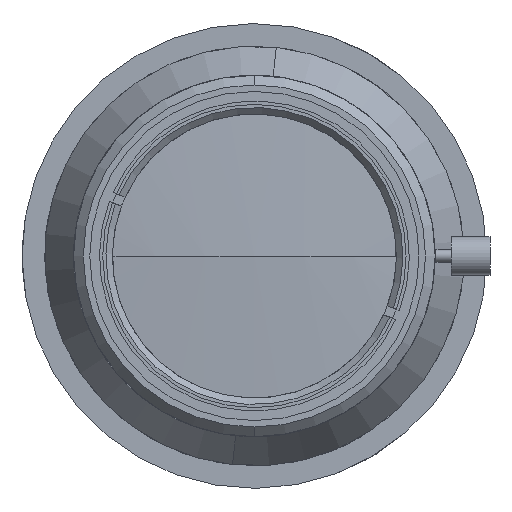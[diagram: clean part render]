
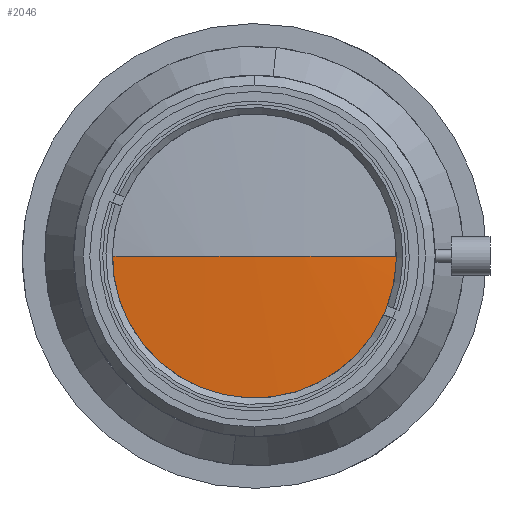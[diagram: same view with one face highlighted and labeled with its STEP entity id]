
A CAD part, left-side view. The second image highlights one B-rep face of the part: STEP entity #2046.
In plain terms, the highlighted spherical face has radius 258.4 mm.
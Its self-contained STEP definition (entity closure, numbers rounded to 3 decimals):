
#279 = VERTEX_POINT ( 'NONE', #8896 ) ;
#742 = ORIENTED_EDGE ( 'NONE', *, *, #2495, .T. ) ;
#927 = DIRECTION ( 'NONE',  ( 0., 0., 1. ) ) ;
#1288 = SPHERICAL_SURFACE ( 'NONE', #8808, 258.4 ) ;
#1425 = VERTEX_POINT ( 'NONE', #3328 ) ;
#1985 = CIRCLE ( 'NONE', #9941, 258.4 ) ;
#2046 = ADVANCED_FACE ( 'NONE', ( #7839 ), #1288, .T. ) ;
#2495 = EDGE_CURVE ( 'NONE', #1425, #6573, #2563, .T. ) ;
#2539 = CARTESIAN_POINT ( 'NONE',  ( 258.4, 0., 0. ) ) ;
#2563 = CIRCLE ( 'NONE', #5083, 23. ) ;
#2764 = DIRECTION ( 'NONE',  ( 0., 1., 0. ) ) ;
#3328 = CARTESIAN_POINT ( 'NONE',  ( 1.026, 23., 0. ) ) ;
#3346 = DIRECTION ( 'NONE',  ( -1., 0., 0. ) ) ;
#3371 = DIRECTION ( 'NONE',  ( 0., 1., 0. ) ) ;
#5024 = EDGE_CURVE ( 'NONE', #6573, #279, #6634, .T. ) ;
#5083 = AXIS2_PLACEMENT_3D ( 'NONE', #8241, #3346, #9091 ) ;
#5159 = DIRECTION ( 'NONE',  ( 0., 0., -1. ) ) ;
#5778 = AXIS2_PLACEMENT_3D ( 'NONE', #2539, #8273, #3371 ) ;
#5818 = ORIENTED_EDGE ( 'NONE', *, *, #6260, .F. ) ;
#5831 = CARTESIAN_POINT ( 'NONE',  ( 258.4, 0., 0. ) ) ;
#6021 = EDGE_LOOP ( 'NONE', ( #742, #6191, #5818 ) ) ;
#6191 = ORIENTED_EDGE ( 'NONE', *, *, #5024, .T. ) ;
#6260 = EDGE_CURVE ( 'NONE', #1425, #279, #1985, .T. ) ;
#6573 = VERTEX_POINT ( 'NONE', #10028 ) ;
#6634 = CIRCLE ( 'NONE', #5778, 258.4 ) ;
#6689 = DIRECTION ( 'NONE',  ( 1., 0., 0. ) ) ;
#7658 = CARTESIAN_POINT ( 'NONE',  ( 258.4, 0., 0. ) ) ;
#7839 = FACE_OUTER_BOUND ( 'NONE', #6021, .T. ) ;
#8241 = CARTESIAN_POINT ( 'NONE',  ( 1.026, 0., 0. ) ) ;
#8273 = DIRECTION ( 'NONE',  ( 0., 0., -1. ) ) ;
#8808 = AXIS2_PLACEMENT_3D ( 'NONE', #7658, #5159, #2764 ) ;
#8896 = CARTESIAN_POINT ( 'NONE',  ( 0., 0., 0. ) ) ;
#9091 = DIRECTION ( 'NONE',  ( 0., 0., 1. ) ) ;
#9941 = AXIS2_PLACEMENT_3D ( 'NONE', #5831, #927, #6689 ) ;
#10028 = CARTESIAN_POINT ( 'NONE',  ( 1.026, -23., 0. ) ) ;
